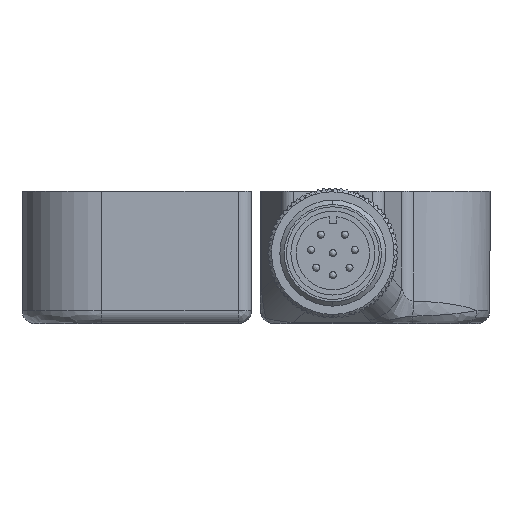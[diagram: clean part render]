
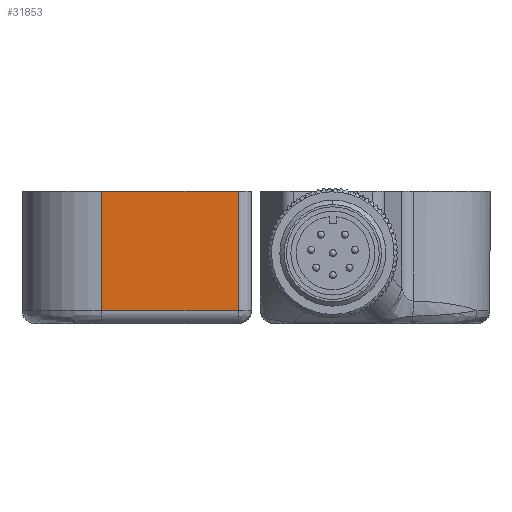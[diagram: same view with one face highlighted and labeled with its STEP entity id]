
A CAD part, left-side view. The second image highlights one B-rep face of the part: STEP entity #31853.
In plain terms, the highlighted face is planar.
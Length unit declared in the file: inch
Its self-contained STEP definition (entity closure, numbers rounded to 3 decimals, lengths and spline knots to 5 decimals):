
#994 = EDGE_CURVE ( 'NONE', #22553, #3281, #26631, .T. ) ;
#1671 = ORIENTED_EDGE ( 'NONE', *, *, #5938, .F. ) ;
#1679 = CARTESIAN_POINT ( 'NONE',  ( 0.76772, 0.35433, 0.59055 ) ) ;
#2112 = VERTEX_POINT ( 'NONE', #22907 ) ;
#3281 = VERTEX_POINT ( 'NONE', #9184 ) ;
#4837 = LINE ( 'NONE', #13030, #24772 ) ;
#5527 = DIRECTION ( 'NONE',  ( 0., -1., 0. ) ) ;
#5938 = EDGE_CURVE ( 'NONE', #3281, #22133, #4837, .T. ) ;
#7483 = LINE ( 'NONE', #27138, #8296 ) ;
#8296 = VECTOR ( 'NONE', #16755, 39.37008 ) ;
#9184 = CARTESIAN_POINT ( 'NONE',  ( 0.76772, 0.96457, 0.59055 ) ) ;
#10012 = CARTESIAN_POINT ( 'NONE',  ( 0.76772, 0., 0.59055 ) ) ;
#11366 = ORIENTED_EDGE ( 'NONE', *, *, #994, .F. ) ;
#13030 = CARTESIAN_POINT ( 'NONE',  ( 0.76772, 0.96457, 0.59055 ) ) ;
#14635 = ORIENTED_EDGE ( 'NONE', *, *, #33069, .F. ) ;
#15988 = CARTESIAN_POINT ( 'NONE',  ( 0.76772, 0., 0.05906 ) ) ;
#16142 = VECTOR ( 'NONE', #5527, 39.37008 ) ;
#16755 = DIRECTION ( 'NONE',  ( 0., 0., 1. ) ) ;
#17093 = CARTESIAN_POINT ( 'NONE',  ( 0.76772, 0.96457, 0.05906 ) ) ;
#18671 = FACE_OUTER_BOUND ( 'NONE', #31038, .T. ) ;
#19449 = CARTESIAN_POINT ( 'NONE',  ( 0.76772, 0., 0.59055 ) ) ;
#20537 = PLANE ( 'NONE',  #28795 ) ;
#22133 = VERTEX_POINT ( 'NONE', #17093 ) ;
#22323 = EDGE_CURVE ( 'NONE', #22133, #2112, #23098, .T. ) ;
#22553 = VERTEX_POINT ( 'NONE', #1679 ) ;
#22643 = ORIENTED_EDGE ( 'NONE', *, *, #22323, .F. ) ;
#22907 = CARTESIAN_POINT ( 'NONE',  ( 0.76772, 0.35433, 0.05906 ) ) ;
#23098 = LINE ( 'NONE', #15988, #16142 ) ;
#24772 = VECTOR ( 'NONE', #26241, 39.37008 ) ;
#25969 = DIRECTION ( 'NONE',  ( 0., 0., 1. ) ) ;
#26241 = DIRECTION ( 'NONE',  ( 0., 0., -1. ) ) ;
#26631 = LINE ( 'NONE', #19449, #29429 ) ;
#27138 = CARTESIAN_POINT ( 'NONE',  ( 0.76772, 0.35433, 0.59055 ) ) ;
#27174 = DIRECTION ( 'NONE',  ( 0., 1., 0. ) ) ;
#28575 = DIRECTION ( 'NONE',  ( -1., 0., 0. ) ) ;
#28795 = AXIS2_PLACEMENT_3D ( 'NONE', #10012, #28575, #25969 ) ;
#29429 = VECTOR ( 'NONE', #27174, 39.37008 ) ;
#31038 = EDGE_LOOP ( 'NONE', ( #22643, #1671, #11366, #14635 ) ) ;
#31853 = ADVANCED_FACE ( 'NONE', ( #18671 ), #20537, .F. ) ;
#33069 = EDGE_CURVE ( 'NONE', #2112, #22553, #7483, .T. ) ;
